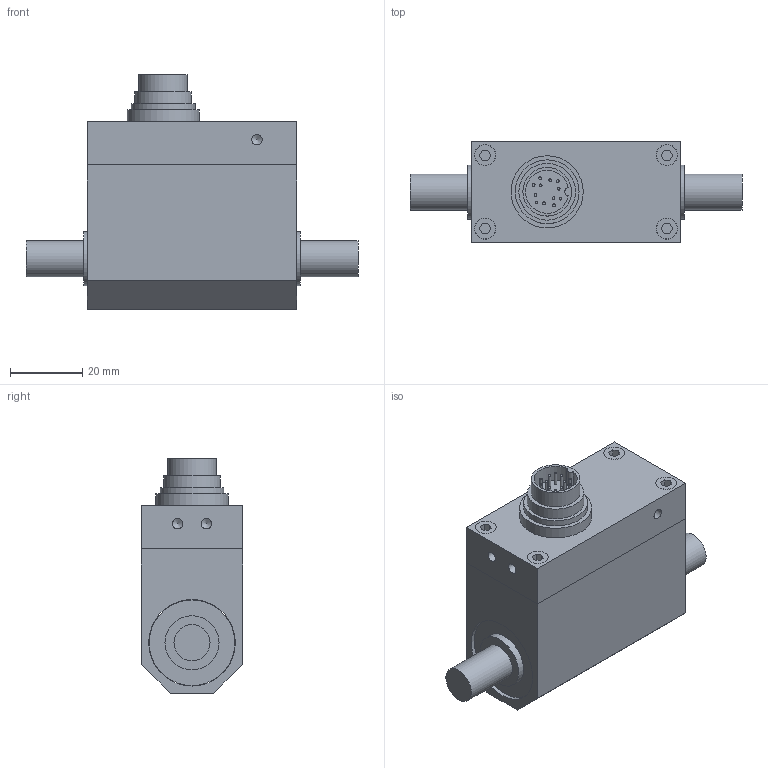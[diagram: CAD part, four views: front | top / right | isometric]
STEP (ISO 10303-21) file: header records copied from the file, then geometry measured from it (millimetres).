
FILE_DESCRIPTION(/* description */ (''),/* implementation_level */ '2;1');
FILE_NAME(/* name */ 'FSH01995.stp',/* time_stamp */ '2016-08-24T07:33:15-07:00',/* author */ ('Javier'),/* organization */ (''),/* preprocessor_version */ 'ST-DEVELOPER v15.6',/* originating_system */ 'Autodesk Inventor 2015',/* authorisation */ '');
FILE_SCHEMA (('AUTOMOTIVE_DESIGN { 1 0 10303 214 3 1 1 }'));
Length unit declared in the file: inch
Products named in the file (1): Part29
Bounding box: 92 x 28 x 65 mm (x, y, z)
Volume: 80716.6 mm3; surface area: 25682.9 mm2
Topology: 2 solids, 11 shells, 150 faces, 283 edges, 184 vertices
Faces by surface type: plane 85, cylinder 51, cone 14
Full cylindrical faces by diameter (mm): 0.762 x12, 2.896 x10, 3.505 x4, 3.556 x4, 5.74 x4, 5.842 x4, 10 x2, 13.462 x1, 15 x2, 15.7 x1, 17.7 x1, 19 x1, 20 x1, 23.746 x1, 24 x1
Entity records: 3532 total; most frequent: DIRECTION 614, CARTESIAN_POINT 527, ORIENTED_EDGE 412, AXIS2_PLACEMENT_3D 257, EDGE_LOOP 252, EDGE_CURVE 206, VERTEX_POINT 170, STYLED_ITEM 152
